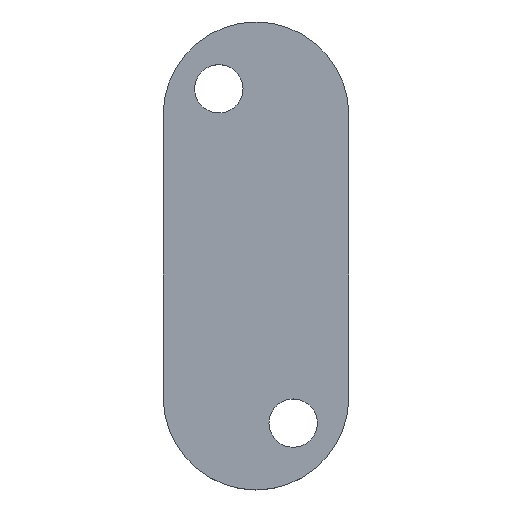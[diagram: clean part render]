
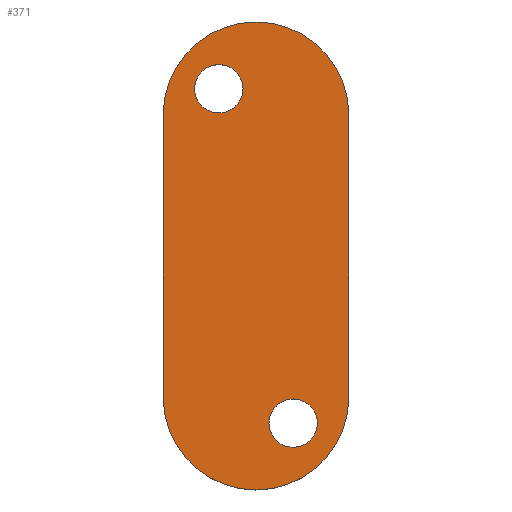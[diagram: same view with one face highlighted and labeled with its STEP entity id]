
A CAD part, top view. The second image highlights one B-rep face of the part: STEP entity #371.
In plain terms, the highlighted planar face has unit normal (0, 0, 1).
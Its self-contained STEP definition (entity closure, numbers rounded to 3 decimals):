
#25 = AXIS2_PLACEMENT_3D ( 'NONE', #864, #339, #643 ) ;
#52 = ORIENTED_EDGE ( 'NONE', *, *, #851, .T. ) ;
#56 = EDGE_CURVE ( 'NONE', #61, #759, #517, .T. ) ;
#61 = VERTEX_POINT ( 'NONE', #646 ) ;
#75 = AXIS2_PLACEMENT_3D ( 'NONE', #911, #105, #231 ) ;
#77 = DIRECTION ( 'NONE',  ( 1., 0., 0. ) ) ;
#79 = ORIENTED_EDGE ( 'NONE', *, *, #277, .F. ) ;
#83 = DIRECTION ( 'NONE',  ( 1., 0., 0. ) ) ;
#105 = DIRECTION ( 'NONE',  ( 0., 0., 1. ) ) ;
#112 = EDGE_LOOP ( 'NONE', ( #284, #366 ) ) ;
#132 = CARTESIAN_POINT ( 'NONE',  ( 12.5, -19., 2.7 ) ) ;
#144 = AXIS2_PLACEMENT_3D ( 'NONE', #760, #301, #914 ) ;
#157 = AXIS2_PLACEMENT_3D ( 'NONE', #848, #777, #704 ) ;
#225 = CIRCLE ( 'NONE', #431, 12.5 ) ;
#228 = VERTEX_POINT ( 'NONE', #610 ) ;
#231 = DIRECTION ( 'NONE',  ( 1., 0., 0. ) ) ;
#246 = CARTESIAN_POINT ( 'NONE',  ( 12.5, 19., 2.7 ) ) ;
#274 = CIRCLE ( 'NONE', #25, 3.25 ) ;
#277 = EDGE_CURVE ( 'NONE', #759, #61, #448, .T. ) ;
#284 = ORIENTED_EDGE ( 'NONE', *, *, #897, .F. ) ;
#294 = DIRECTION ( 'NONE',  ( 1., 0., 0. ) ) ;
#301 = DIRECTION ( 'NONE',  ( 0., 0., 1. ) ) ;
#302 = CARTESIAN_POINT ( 'NONE',  ( 0., 19., 2.7 ) ) ;
#313 = CARTESIAN_POINT ( 'NONE',  ( -1.75, 22.5, 2.7 ) ) ;
#339 = DIRECTION ( 'NONE',  ( 0., 0., 1. ) ) ;
#342 = LINE ( 'NONE', #649, #482 ) ;
#348 = AXIS2_PLACEMENT_3D ( 'NONE', #811, #869, #77 ) ;
#349 = CIRCLE ( 'NONE', #75, 3.25 ) ;
#352 = DIRECTION ( 'NONE',  ( 0., -1., 0. ) ) ;
#366 = ORIENTED_EDGE ( 'NONE', *, *, #676, .F. ) ;
#371 = ADVANCED_FACE ( 'NONE', ( #589, #426, #735 ), #515, .T. ) ;
#377 = EDGE_CURVE ( 'NONE', #894, #703, #342, .T. ) ;
#415 = EDGE_CURVE ( 'NONE', #703, #657, #782, .T. ) ;
#424 = ORIENTED_EDGE ( 'NONE', *, *, #56, .F. ) ;
#426 = FACE_BOUND ( 'NONE', #738, .T. ) ;
#431 = AXIS2_PLACEMENT_3D ( 'NONE', #302, #904, #83 ) ;
#438 = ORIENTED_EDGE ( 'NONE', *, *, #377, .T. ) ;
#448 = CIRCLE ( 'NONE', #536, 3.25 ) ;
#482 = VECTOR ( 'NONE', #352, 1000. ) ;
#515 = PLANE ( 'NONE',  #348 ) ;
#517 = CIRCLE ( 'NONE', #157, 3.25 ) ;
#536 = AXIS2_PLACEMENT_3D ( 'NONE', #916, #672, #294 ) ;
#551 = EDGE_CURVE ( 'NONE', #657, #901, #844, .T. ) ;
#572 = CARTESIAN_POINT ( 'NONE',  ( -12.5, -19., 2.7 ) ) ;
#589 = FACE_BOUND ( 'NONE', #112, .T. ) ;
#606 = VECTOR ( 'NONE', #778, 1000. ) ;
#610 = CARTESIAN_POINT ( 'NONE',  ( -8.25, 22.5, 2.7 ) ) ;
#617 = CARTESIAN_POINT ( 'NONE',  ( -12.5, 19., 2.7 ) ) ;
#643 = DIRECTION ( 'NONE',  ( 1., 0., 0. ) ) ;
#646 = CARTESIAN_POINT ( 'NONE',  ( 1.75, -22.5, 2.7 ) ) ;
#649 = CARTESIAN_POINT ( 'NONE',  ( -12.5, -19., 2.7 ) ) ;
#657 = VERTEX_POINT ( 'NONE', #132 ) ;
#672 = DIRECTION ( 'NONE',  ( 0., 0., 1. ) ) ;
#676 = EDGE_CURVE ( 'NONE', #228, #919, #274, .T. ) ;
#680 = ORIENTED_EDGE ( 'NONE', *, *, #415, .T. ) ;
#703 = VERTEX_POINT ( 'NONE', #572 ) ;
#704 = DIRECTION ( 'NONE',  ( 1., 0., 0. ) ) ;
#735 = FACE_OUTER_BOUND ( 'NONE', #931, .T. ) ;
#738 = EDGE_LOOP ( 'NONE', ( #79, #424 ) ) ;
#759 = VERTEX_POINT ( 'NONE', #892 ) ;
#760 = CARTESIAN_POINT ( 'NONE',  ( 0., -19., 2.7 ) ) ;
#777 = DIRECTION ( 'NONE',  ( 0., 0., 1. ) ) ;
#778 = DIRECTION ( 'NONE',  ( 0., 1., 0. ) ) ;
#782 = CIRCLE ( 'NONE', #144, 12.5 ) ;
#811 = CARTESIAN_POINT ( 'NONE',  ( 0., -19., 2.7 ) ) ;
#822 = ORIENTED_EDGE ( 'NONE', *, *, #551, .T. ) ;
#844 = LINE ( 'NONE', #900, #606 ) ;
#848 = CARTESIAN_POINT ( 'NONE',  ( 5., -22.5, 2.7 ) ) ;
#851 = EDGE_CURVE ( 'NONE', #901, #894, #225, .T. ) ;
#864 = CARTESIAN_POINT ( 'NONE',  ( -5., 22.5, 2.7 ) ) ;
#869 = DIRECTION ( 'NONE',  ( 0., 0., 1. ) ) ;
#892 = CARTESIAN_POINT ( 'NONE',  ( 8.25, -22.5, 2.7 ) ) ;
#894 = VERTEX_POINT ( 'NONE', #617 ) ;
#897 = EDGE_CURVE ( 'NONE', #919, #228, #349, .T. ) ;
#900 = CARTESIAN_POINT ( 'NONE',  ( 12.5, -19., 2.7 ) ) ;
#901 = VERTEX_POINT ( 'NONE', #246 ) ;
#904 = DIRECTION ( 'NONE',  ( 0., 0., 1. ) ) ;
#911 = CARTESIAN_POINT ( 'NONE',  ( -5., 22.5, 2.7 ) ) ;
#914 = DIRECTION ( 'NONE',  ( 1., 0., 0. ) ) ;
#916 = CARTESIAN_POINT ( 'NONE',  ( 5., -22.5, 2.7 ) ) ;
#919 = VERTEX_POINT ( 'NONE', #313 ) ;
#931 = EDGE_LOOP ( 'NONE', ( #680, #822, #52, #438 ) ) ;
